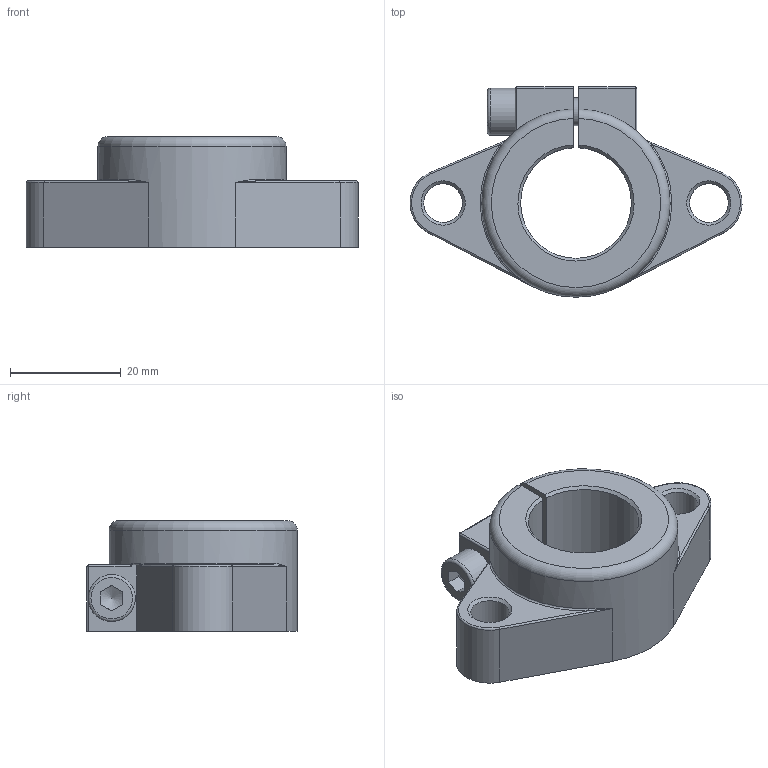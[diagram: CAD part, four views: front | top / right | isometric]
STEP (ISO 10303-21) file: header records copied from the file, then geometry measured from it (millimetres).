
FILE_DESCRIPTION(/* description */ (''),/* implementation_level */ '2;1');
FILE_NAME(/* name */ 'SHF20.stp',/* time_stamp */ '2018-03-08T16:06:32+03:00',/* author */ ('User'),/* organization */ (''),/* preprocessor_version */ 'ST-DEVELOPER v16.13',/* originating_system */ 'Autodesk Inventor 2018',/* authorisation */ '');
FILE_SCHEMA (('AUTOMOTIVE_DESIGN { 1 0 10303 214 3 1 1 }'));
Length unit declared in the file: millimetre
Products named in the file (3): SHF20; Держатель; Винт M5-6gx20 ГОСТ 
11738-84
Assembly tree (2 placements, depth 2):
  SHF20
    Держатель
    Винт M5-6gx20 ГОСТ 
11738-84
Bounding box: 59.99 x 38 x 20 mm (x, y, z)
Volume: 17096 mm3; surface area: 7651.9 mm2
Topology: 2 solids, 2 shells, 67 faces, 166 edges, 102 vertices
Faces by surface type: plane 27, cylinder 20, torus 9, cone 5, bspline 4, sphere 2
Full cylindrical faces by diameter (mm): 5 x2, 5.5 x1, 7 x2, 8.5 x1
Entity records: 2250 total; most frequent: CARTESIAN_POINT 612, DIRECTION 328, ORIENTED_EDGE 302, EDGE_CURVE 151, AXIS2_PLACEMENT_3D 129, VERTEX_POINT 101, EDGE_LOOP 88, LINE 70
